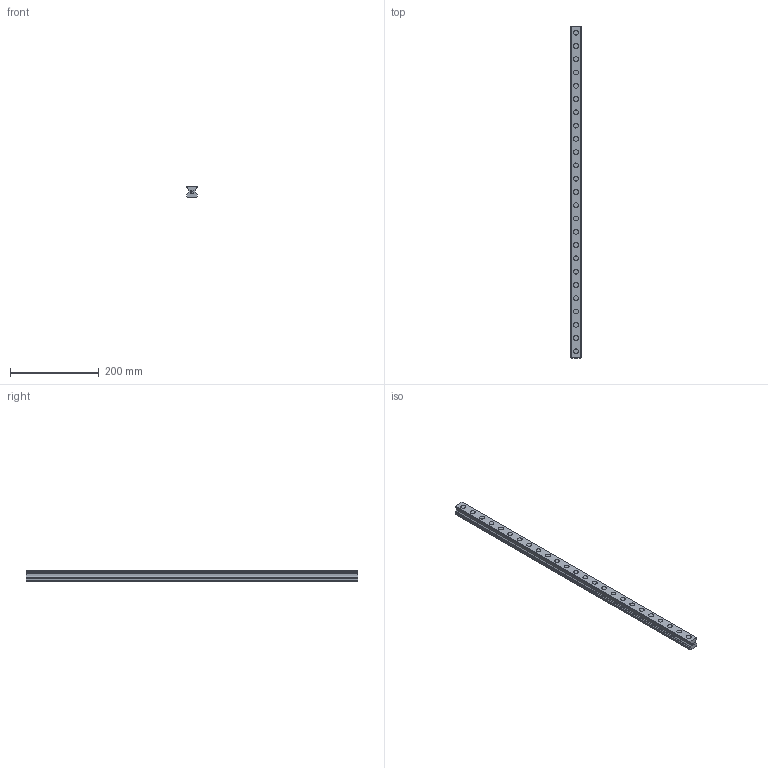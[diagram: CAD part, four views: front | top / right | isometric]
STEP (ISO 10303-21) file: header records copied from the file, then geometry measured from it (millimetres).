
FILE_DESCRIPTION(('STEP AP214'),'1');
FILE_NAME('cctmp_16DA729C-FF2E-4D9F-935E-448E3E6E6234_2021_03_10_17_28_00_0988..stp','2021-03-10T16:28:01',('HIWIN GmbH'),('CADClick - www.CADClick.com'),'Spatial InterOp 3D',' ','unknown authorization');
FILE_SCHEMA(('AUTOMOTIVE_DESIGN'));
Length unit declared in the file: millimetre
Products named in the file (1): RGR25R750H_FILE
Bounding box: 23 x 750 x 23.6 mm (x, y, z)
Volume: 300763.5 mm3; surface area: 93737.2 mm2
Topology: 1 solids, 1 shells, 342 faces, 783 edges, 522 vertices
Faces by surface type: plane 174, cylinder 168
Entity records: 12523 total; most frequent: DIRECTION 1805, CARTESIAN_POINT 1648, ORIENTED_EDGE 1566, EDGE_CURVE 783, AXIS2_PLACEMENT_3D 679, VERTEX_POINT 522, LINE 447, VECTOR 447
